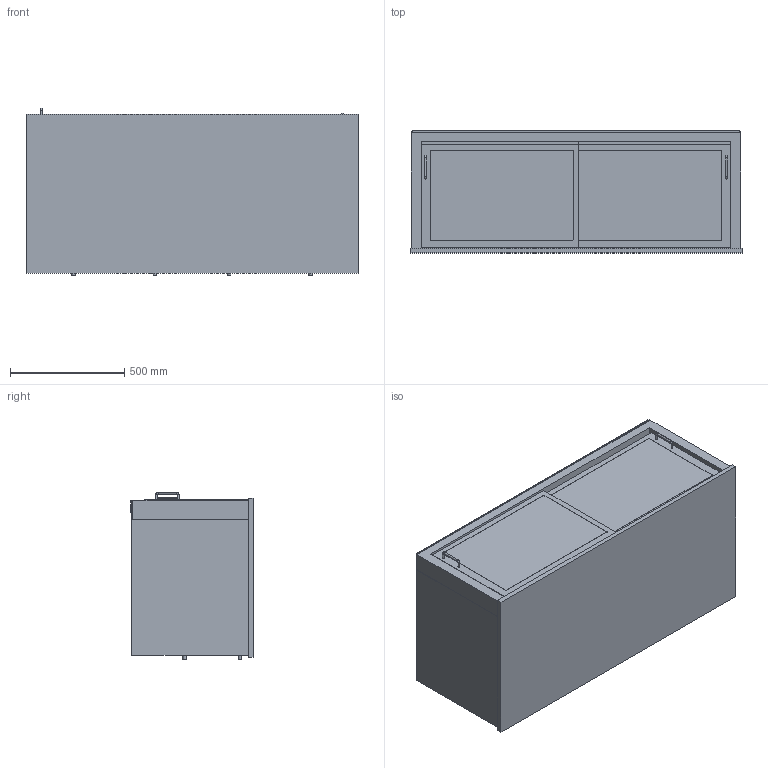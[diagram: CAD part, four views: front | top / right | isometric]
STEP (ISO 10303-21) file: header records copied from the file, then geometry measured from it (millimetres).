
FILE_DESCRIPTION(/* description */ ('Panoramaglasaufsatz ungekühlt'),/* implementation_level */ '2;1');
FILE_NAME(/* name */ '3D-AKE-00007598.stp',/* time_stamp */ '2023-05-17T09:22:12+02:00',/* author */ ('marina.schachner'),/* organization */ (''),/* preprocessor_version */ 'ST-DEVELOPER v18.1',/* originating_system */ 'Autodesk Inventor 2020',/* authorisation */ '');
FILE_SCHEMA (('AUTOMOTIVE_DESIGN { 1 0 10303 214 3 1 1 }'));
Length unit declared in the file: millimetre
Products named in the file (1): 3D-AKE-00007598
Bounding box: 1450 x 534 x 732 mm (x, y, z)
Volume: 62406374.6 mm3; surface area: 11271001.5 mm2
Topology: 40 solids, 40 shells, 303 faces, 692 edges, 470 vertices
Faces by surface type: plane 249, cylinder 48, torus 4, cone 2
Full cylindrical faces by diameter (mm): 8 x6, 15 x8
Entity records: 8531 total; most frequent: CARTESIAN_POINT 1466, DIRECTION 1438, ORIENTED_EDGE 1384, EDGE_CURVE 692, LINE 554, VECTOR 554, VERTEX_POINT 470, AXIS2_PLACEMENT_3D 442
